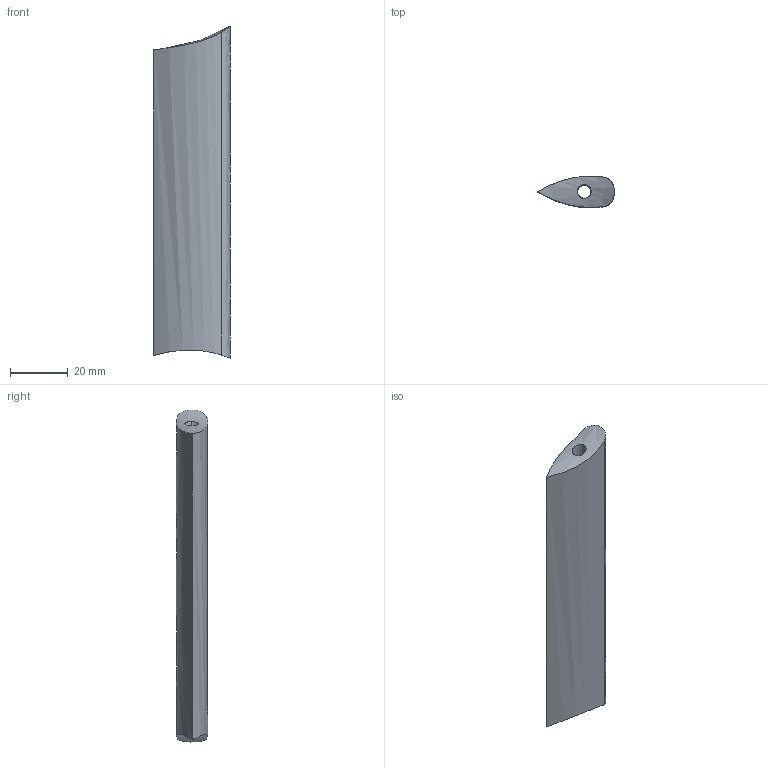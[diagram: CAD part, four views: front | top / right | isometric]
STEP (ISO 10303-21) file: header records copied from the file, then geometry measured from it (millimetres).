
FILE_DESCRIPTION(/* description */ (''),/* implementation_level */ '2;1');
FILE_NAME(/* name */ 'Nozzle Strut',/* time_stamp */ '2013-11-02T11:48:39-04:00',/* author */ (''),/* organization */ (''),/* preprocessor_version */ 'ST-DEVELOPER v10',/* originating_system */ '',/* authorisation */ '');
FILE_SCHEMA (('CONFIG_CONTROL_DESIGN'));
Length unit declared in the file: inch
Products named in the file (1): 1
Bounding box: 26.64 x 10.86 x 115.16 mm (x, y, z)
Volume: 20844.7 mm3; surface area: 8724.1 mm2
Topology: 1 solids, 1 shells, 7 faces, 21 edges, 14 vertices
Faces by surface type: bspline 7
Entity records: 526 total; most frequent: CARTESIAN_POINT 314, ORIENTED_EDGE 40, EDGE_CURVE 20, B_SPLINE_CURVE_WITH_KNOTS 18, VERTEX_POINT 14, EDGE_LOOP 8, ADVANCED_FACE 7, FACE_OUTER_BOUND 7
